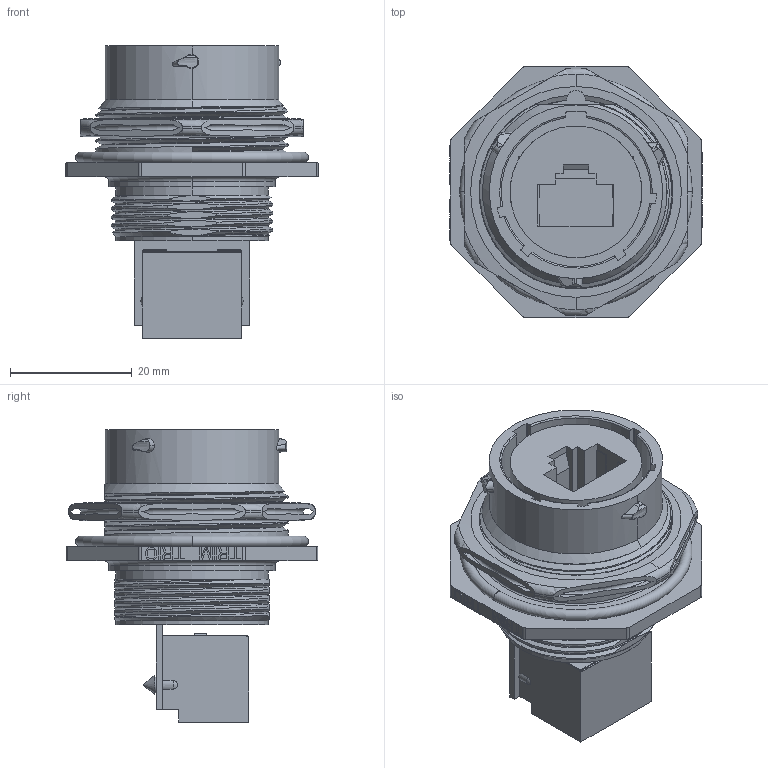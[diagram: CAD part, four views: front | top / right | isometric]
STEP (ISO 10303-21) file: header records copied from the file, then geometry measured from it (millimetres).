
FILE_DESCRIPTION((''),'2;1');
FILE_NAME('UTS718RJ-F-N_SW0001','2010-04-06T',('Mragaine'),('SOURIAU'),'PRO/ENGINEER BY PARAMETRIC TECHNOLOGY CORPORATION, 2005310','PRO/ENGINEER BY PARAMETRIC TECHNOLOGY CORPORATION, 2005310','');
FILE_SCHEMA(('CONFIG_CONTROL_DESIGN'));
Length unit declared in the file: millimetre
Products named in the file (1): UTS718RJ-F-N_SW0001
Bounding box: 41.48 x 41.28 x 47.96 mm (x, y, z)
Volume: 23610 mm3; surface area: 11896.8 mm2
Topology: 1 solids, 1 shells, 761 faces, 2148 edges, 1410 vertices
Faces by surface type: plane 558, cylinder 84, bspline 40, cone 35, torus 28, extrusion 14, sphere 2
Entity records: 40944 total; most frequent: CARTESIAN_POINT 21647, ORIENTED_EDGE 4296, DIRECTION 3531, EDGE_CURVE 2148, VECTOR 1607, LINE 1593, VERTEX_POINT 1410, AXIS2_PLACEMENT_3D 962
